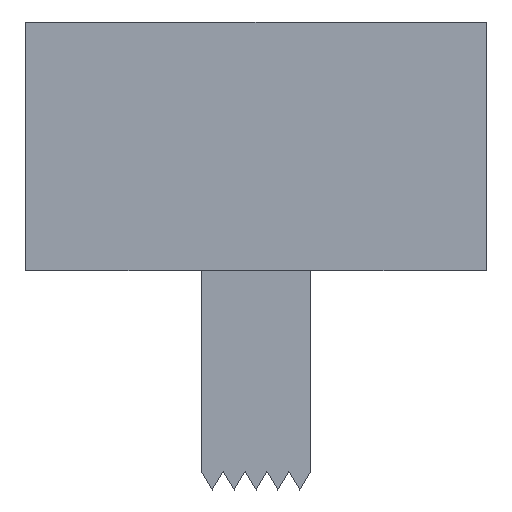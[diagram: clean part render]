
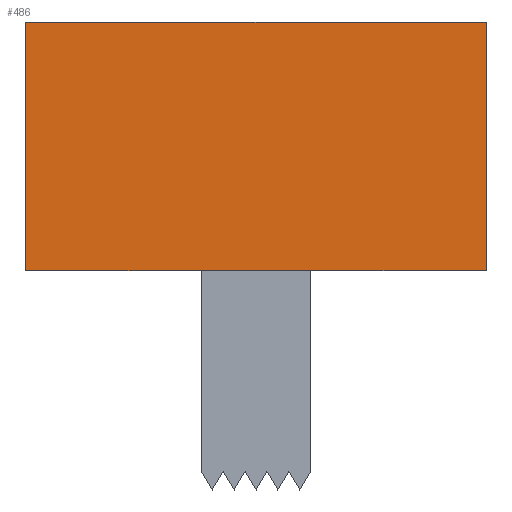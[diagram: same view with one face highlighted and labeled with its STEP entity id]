
A CAD part, top view. The second image highlights one B-rep face of the part: STEP entity #486.
In plain terms, the highlighted planar face has unit normal (0, 0, 1).
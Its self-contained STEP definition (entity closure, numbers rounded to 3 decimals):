
#24 = VERTEX_POINT('',#25);
#25 = CARTESIAN_POINT('',(-6.3,3.4,4.7));
#31 = EDGE_CURVE('',#24,#32,#34,.T.);
#32 = VERTEX_POINT('',#33);
#33 = CARTESIAN_POINT('',(6.3,3.4,4.7));
#34 = LINE('',#35,#36);
#35 = CARTESIAN_POINT('',(-6.3,3.4,4.7));
#36 = VECTOR('',#37,1.);
#37 = DIRECTION('',(1.,0.,0.));
#64 = VERTEX_POINT('',#65);
#65 = CARTESIAN_POINT('',(-6.3,-3.4,4.7));
#71 = EDGE_CURVE('',#64,#24,#72,.T.);
#72 = LINE('',#73,#74);
#73 = CARTESIAN_POINT('',(-6.3,-3.4,4.7));
#74 = VECTOR('',#75,1.);
#75 = DIRECTION('',(0.,1.,0.));
#109 = EDGE_CURVE('',#32,#110,#112,.T.);
#110 = VERTEX_POINT('',#111);
#111 = CARTESIAN_POINT('',(6.3,-3.4,4.7));
#112 = LINE('',#113,#114);
#113 = CARTESIAN_POINT('',(6.3,3.4,4.7));
#114 = VECTOR('',#115,1.);
#115 = DIRECTION('',(0.,-1.,0.));
#486 = ADVANCED_FACE('',(#487),#514,.F.);
#487 = FACE_BOUND('',#488,.F.);
#488 = EDGE_LOOP('',(#489,#490,#491,#499,#507,#513));
#489 = ORIENTED_EDGE('',*,*,#31,.T.);
#490 = ORIENTED_EDGE('',*,*,#109,.T.);
#491 = ORIENTED_EDGE('',*,*,#492,.T.);
#492 = EDGE_CURVE('',#110,#493,#495,.T.);
#493 = VERTEX_POINT('',#494);
#494 = CARTESIAN_POINT('',(1.5,-3.4,4.7));
#495 = LINE('',#496,#497);
#496 = CARTESIAN_POINT('',(6.3,-3.4,4.7));
#497 = VECTOR('',#498,1.);
#498 = DIRECTION('',(-1.,0.,0.));
#499 = ORIENTED_EDGE('',*,*,#500,.F.);
#500 = EDGE_CURVE('',#501,#493,#503,.T.);
#501 = VERTEX_POINT('',#502);
#502 = CARTESIAN_POINT('',(-1.5,-3.4,4.7));
#503 = LINE('',#504,#505);
#504 = CARTESIAN_POINT('',(-1.5,-3.4,4.7));
#505 = VECTOR('',#506,1.);
#506 = DIRECTION('',(1.,0.,0.));
#507 = ORIENTED_EDGE('',*,*,#508,.T.);
#508 = EDGE_CURVE('',#501,#64,#509,.T.);
#509 = LINE('',#510,#511);
#510 = CARTESIAN_POINT('',(6.3,-3.4,4.7));
#511 = VECTOR('',#512,1.);
#512 = DIRECTION('',(-1.,0.,0.));
#513 = ORIENTED_EDGE('',*,*,#71,.T.);
#514 = PLANE('',#515);
#515 = AXIS2_PLACEMENT_3D('',#516,#517,#518);
#516 = CARTESIAN_POINT('',(0.,0.,4.7));
#517 = DIRECTION('',(-0.,-0.,-1.));
#518 = DIRECTION('',(-1.,0.,0.));
